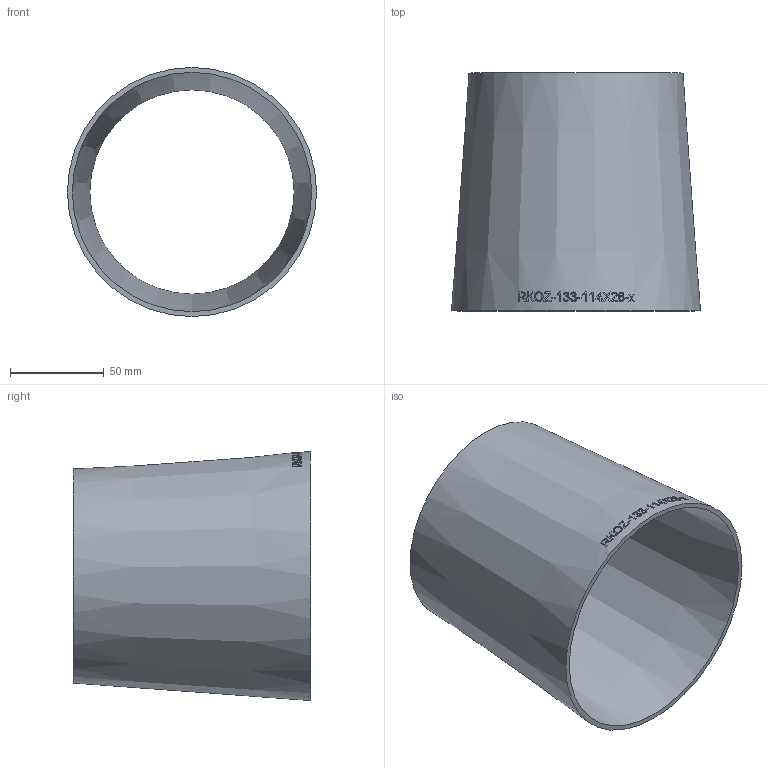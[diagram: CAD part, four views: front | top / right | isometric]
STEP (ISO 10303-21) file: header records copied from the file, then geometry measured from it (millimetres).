
FILE_DESCRIPTION (( 'STEP AP214' ), '1' );
FILE_NAME ('RKOZ-133-114X26-x Reduzierung aus Blech ISO-sonstige 2007.STEP', '2020-07-22T08:39:08', ( '' ), ( '' ), 'SwSTEP 2.0', 'SolidWorks 2019', '' );
FILE_SCHEMA (( 'AUTOMOTIVE_DESIGN' ));
Length unit declared in the file: millimetre
Products named in the file (1): RKOZ-133-114X26-x Reduzierung aus Blech ISO-sonstige 2007
Bounding box: 133 x 127 x 133 mm (x, y, z)
Volume: 125958.1 mm3; surface area: 98846.2 mm2
Topology: 1 solids, 1 shells, 217 faces, 582 edges, 388 vertices
Faces by surface type: bspline 192, cone 23, plane 2
Entity records: 24328 total; most frequent: CARTESIAN_POINT 18275, ORIENTED_EDGE 1160, EDGE_CURVE 580, B_SPLINE_CURVE_WITH_KNOTS 576, VERTEX_POINT 388, EDGE_LOOP 242, ADVANCED_FACE 217, FACE_OUTER_BOUND 217
